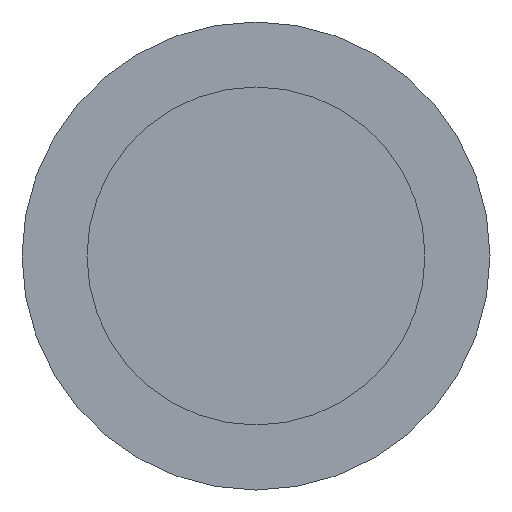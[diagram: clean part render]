
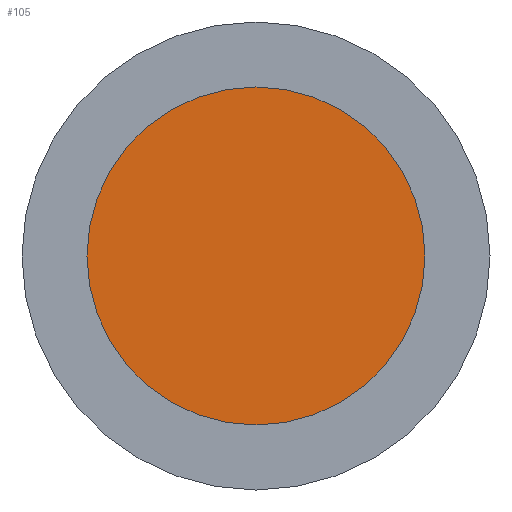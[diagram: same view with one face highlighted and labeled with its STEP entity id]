
A CAD part, left-side view. The second image highlights one B-rep face of the part: STEP entity #105.
In plain terms, the highlighted planar face has unit normal (-1, 0, 0).
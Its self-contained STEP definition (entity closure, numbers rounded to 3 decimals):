
#20=PLANE('',#134);
#31=FACE_OUTER_BOUND('',#41,.T.);
#41=EDGE_LOOP('',(#96));
#56=CIRCLE('',#133,1.981);
#63=VERTEX_POINT('',#194);
#74=EDGE_CURVE('',#63,#63,#56,.T.);
#96=ORIENTED_EDGE('',*,*,#74,.F.);
#105=ADVANCED_FACE('',(#31),#20,.F.);
#133=AXIS2_PLACEMENT_3D('',#196,#167,#168);
#134=AXIS2_PLACEMENT_3D('',#197,#169,#170);
#167=DIRECTION('center_axis',(1.,0.,0.));
#168=DIRECTION('ref_axis',(0.,1.,0.));
#169=DIRECTION('center_axis',(1.,0.,0.));
#170=DIRECTION('ref_axis',(0.,1.,0.));
#194=CARTESIAN_POINT('',(0.,-1.981,0.));
#196=CARTESIAN_POINT('Origin',(0.,0.,0.));
#197=CARTESIAN_POINT('Origin',(0.,0.,0.));
